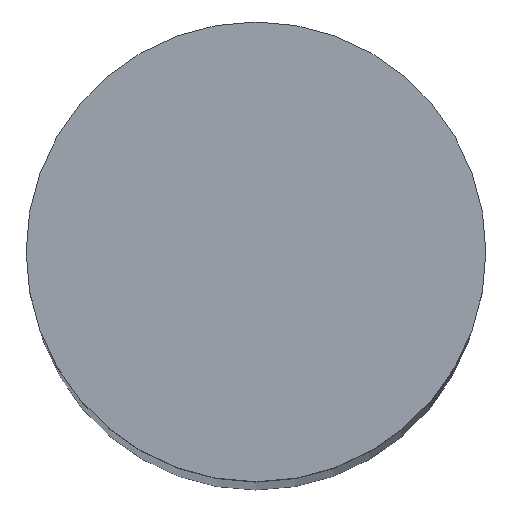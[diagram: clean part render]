
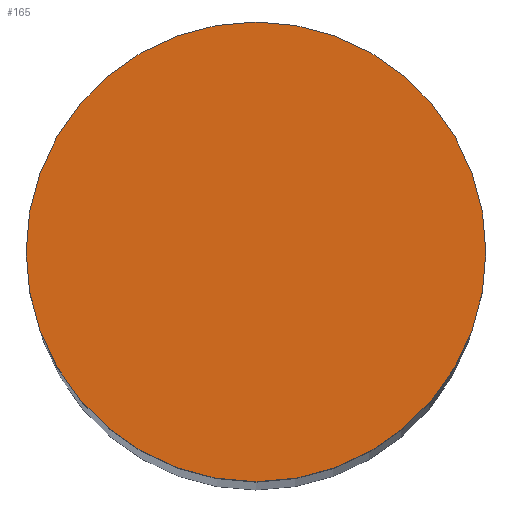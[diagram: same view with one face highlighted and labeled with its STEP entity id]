
A CAD part, top view. The second image highlights one B-rep face of the part: STEP entity #165.
In plain terms, the highlighted planar face has unit normal (0, 0, 1).
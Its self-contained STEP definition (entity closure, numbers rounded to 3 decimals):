
#4 = CARTESIAN_POINT ( 'NONE',  ( -2.49, 0., 10. ) ) ;
#6 = DIRECTION ( 'NONE',  ( 0., 0., 1. ) ) ;
#16 = VERTEX_POINT ( 'NONE', #85 ) ;
#35 = DIRECTION ( 'NONE',  ( 1., 0., 0. ) ) ;
#42 = DIRECTION ( 'NONE',  ( 0., 0., 1. ) ) ;
#45 = CARTESIAN_POINT ( 'NONE',  ( 0., 0., 10. ) ) ;
#47 = AXIS2_PLACEMENT_3D ( 'NONE', #140, #42, #35 ) ;
#50 = ORIENTED_EDGE ( 'NONE', *, *, #205, .T. ) ;
#85 = CARTESIAN_POINT ( 'NONE',  ( 2.49, 0., 10. ) ) ;
#87 = FACE_OUTER_BOUND ( 'NONE', #162, .T. ) ;
#88 = CARTESIAN_POINT ( 'NONE',  ( 0., 0., 10. ) ) ;
#92 = AXIS2_PLACEMENT_3D ( 'NONE', #45, #124, #185 ) ;
#93 = PLANE ( 'NONE',  #47 ) ;
#98 = VERTEX_POINT ( 'NONE', #4 ) ;
#113 = CIRCLE ( 'NONE', #201, 2.49 ) ;
#124 = DIRECTION ( 'NONE',  ( 0., 0., 1. ) ) ;
#140 = CARTESIAN_POINT ( 'NONE',  ( 0., 0., 10. ) ) ;
#154 = DIRECTION ( 'NONE',  ( 1., 0., 0. ) ) ;
#157 = CIRCLE ( 'NONE', #92, 2.49 ) ;
#161 = ORIENTED_EDGE ( 'NONE', *, *, #170, .T. ) ;
#162 = EDGE_LOOP ( 'NONE', ( #50, #161 ) ) ;
#165 = ADVANCED_FACE ( 'NONE', ( #87 ), #93, .T. ) ;
#170 = EDGE_CURVE ( 'NONE', #98, #16, #113, .T. ) ;
#185 = DIRECTION ( 'NONE',  ( 1., 0., 0. ) ) ;
#201 = AXIS2_PLACEMENT_3D ( 'NONE', #88, #6, #154 ) ;
#205 = EDGE_CURVE ( 'NONE', #16, #98, #157, .T. ) ;
